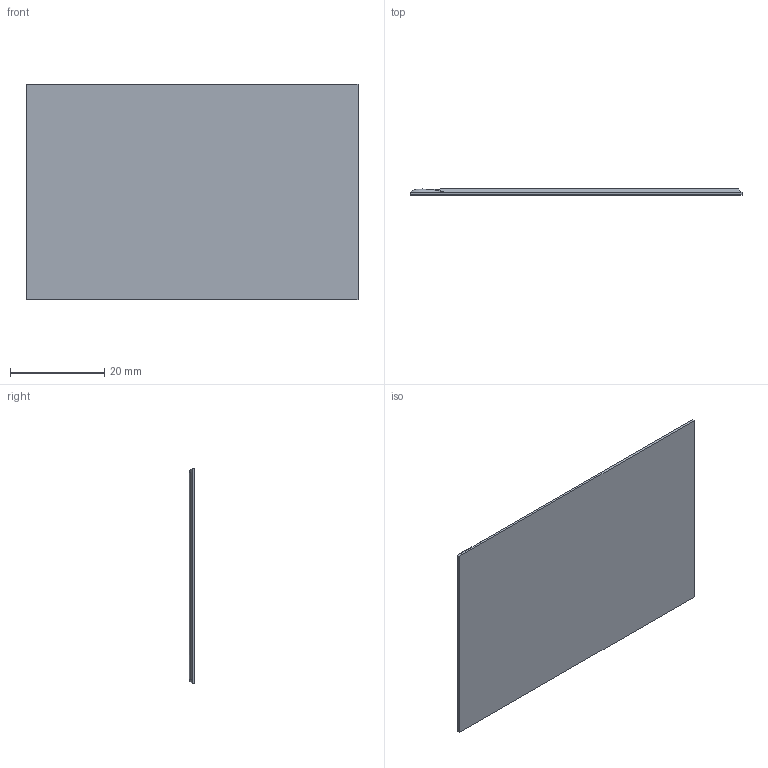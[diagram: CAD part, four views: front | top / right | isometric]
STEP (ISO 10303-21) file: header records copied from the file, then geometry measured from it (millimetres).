
FILE_DESCRIPTION(/* description */ (''),/* implementation_level */ '2;1');
FILE_NAME(/* name */ 'E2271BS021--3DModel-STEP-yz v1.step',/* time_stamp */ '2022-04-28T01:38:25+08:00',/* author */ (''),/* organization */ (''),/* preprocessor_version */ 'ST-DEVELOPER v18.1',/* originating_system */ 'Autodesk Translation Framework v10.14.0.1471',/* authorisation */ '');
FILE_SCHEMA (('AUTOMOTIVE_DESIGN { 1 0 10303 214 3 1 1 }'));
Length unit declared in the file: millimetre
Products named in the file (1): E2271BS021--3DModel-STEP-yz
Bounding box: 70.42 x 1.2 x 45.8 mm (x, y, z)
Volume: 3781.6 mm3; surface area: 11880.3 mm2
Topology: 3 solids, 3 shells, 29 faces, 62 edges, 40 vertices
Faces by surface type: plane 25, bspline 4
Entity records: 1305 total; most frequent: CARTESIAN_POINT 649, ORIENTED_EDGE 124, DIRECTION 107, EDGE_CURVE 62, LINE 55, VECTOR 55, VERTEX_POINT 40, EDGE_LOOP 30
